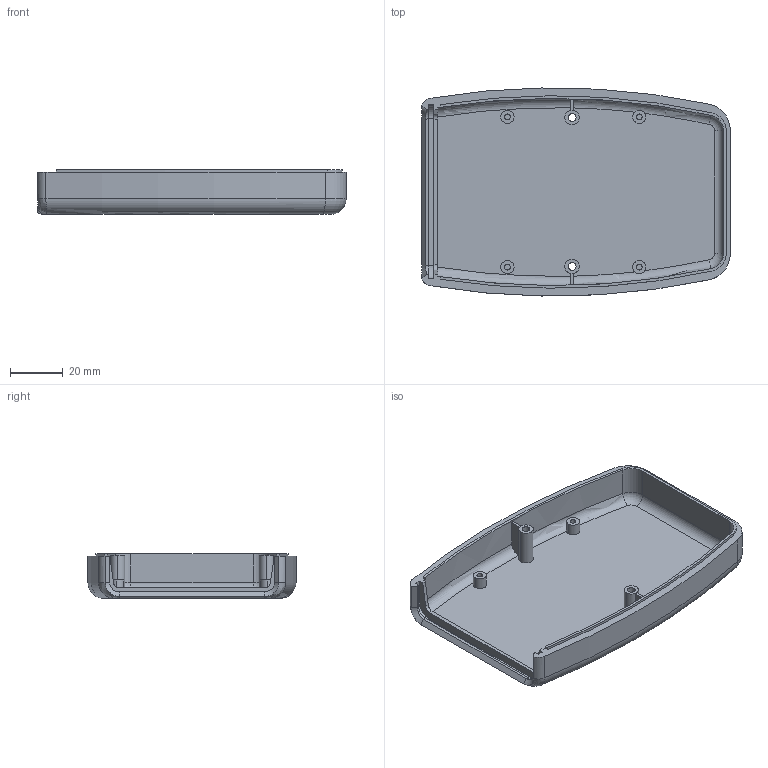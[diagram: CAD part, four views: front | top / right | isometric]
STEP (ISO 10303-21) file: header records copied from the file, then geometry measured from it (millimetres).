
FILE_DESCRIPTION (( 'STEP AP203' ), '1' );
FILE_NAME ('AK-H-07Cµ×¿Ç.STEP', '2020-06-01T15:08:35', ( '' ), ( '' ), 'SwSTEP 2.0', 'SolidWorks 2011', '' );
FILE_SCHEMA (( 'CONFIG_CONTROL_DESIGN' ));
Length unit declared in the file: millimetre
Products named in the file (1): AK-H-07C菁褲
Bounding box: 117 x 78.92 x 17 mm (x, y, z)
Surface area: 27361 mm2 (no closed solid volume)
Topology: 0 solids, 2 shells, 116 faces, 297 edges, 190 vertices
Faces by surface type: cylinder 50, plane 40, torus 14, bspline 8, cone 4
Entity records: 4443 total; most frequent: CARTESIAN_POINT 1541, DIRECTION 605, ORIENTED_EDGE 584, EDGE_CURVE 297, AXIS2_PLACEMENT_3D 238, VERTEX_POINT 190, VECTOR 129, CIRCLE 129
